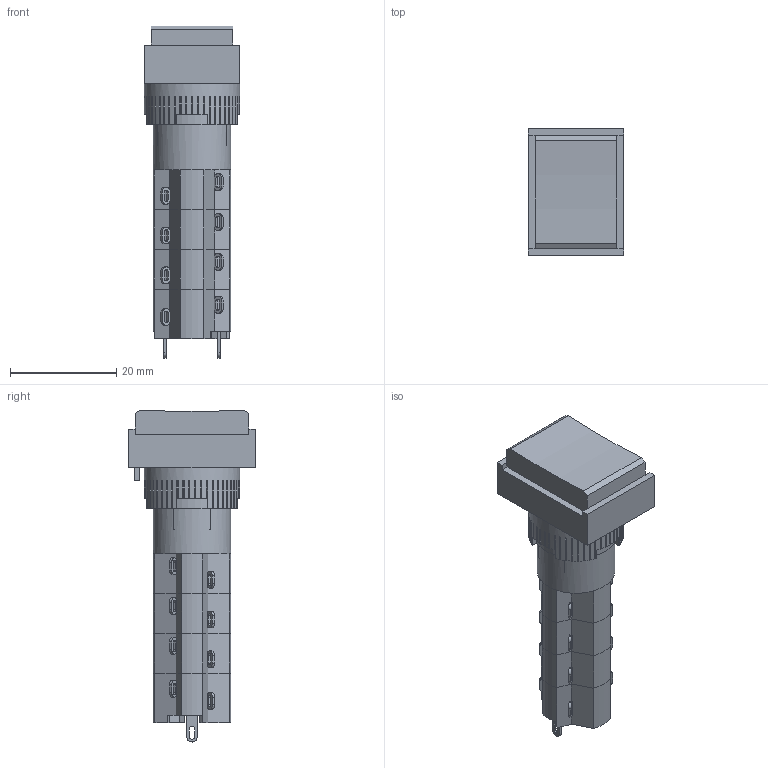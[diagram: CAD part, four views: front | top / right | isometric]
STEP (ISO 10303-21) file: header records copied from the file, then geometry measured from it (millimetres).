
FILE_DESCRIPTION(/* description */ (''),/* implementation_level */ '2;1');
FILE_NAME(/* name */ 'D16xxT14xxxxxxx.stp',/* time_stamp */ '2022-12-08T08:55:45-06:00',/* author */ ('mwilliams'),/* organization */ (''),/* preprocessor_version */ 'ST-DEVELOPER v18',/* originating_system */ 'Autodesk Inventor 2020',/* authorisation */ '');
FILE_SCHEMA (('AUTOMOTIVE_DESIGN { 1 0 10303 214 3 1 1 }'));
Length unit declared in the file: inch
Products named in the file (1): XF0915P_Shrinkwrap_1
Bounding box: 18 x 24 x 62.6 mm (x, y, z)
Volume: 8250 mm3; surface area: 7792.6 mm2
Topology: 2 solids, 3 shells, 772 faces, 2167 edges, 1424 vertices
Faces by surface type: plane 538, cylinder 179, bspline 54, cone 1
Full cylindrical faces by diameter (mm): 3.2 x2, 3.5 x1, 8.4 x1, 14.7 x1, 18 x1
Entity records: 25984 total; most frequent: CARTESIAN_POINT 5817, ORIENTED_EDGE 4338, DIRECTION 4032, EDGE_CURVE 2169, LINE 1522, VECTOR 1522, VERTEX_POINT 1426, AXIS2_PLACEMENT_3D 1255
